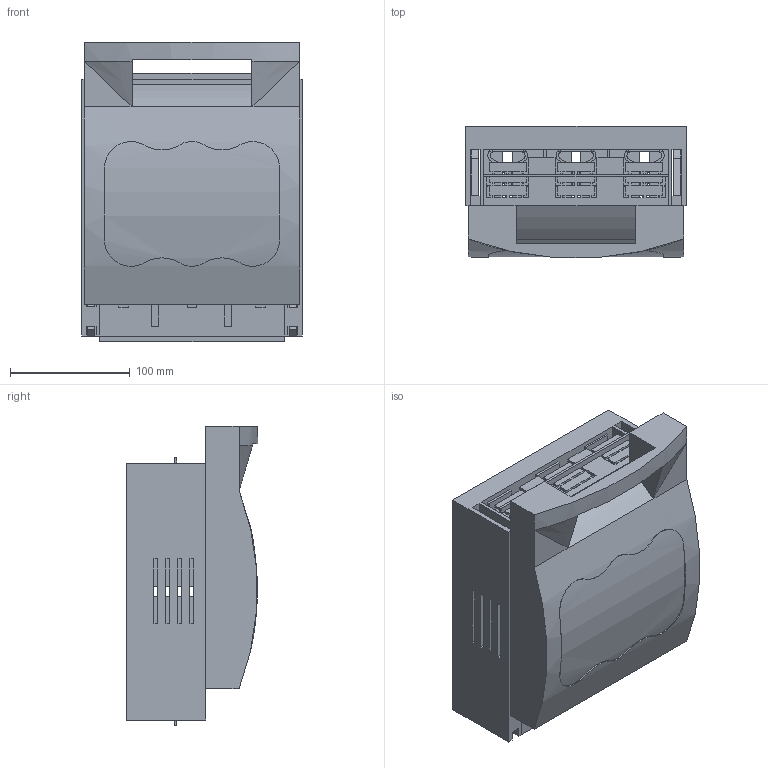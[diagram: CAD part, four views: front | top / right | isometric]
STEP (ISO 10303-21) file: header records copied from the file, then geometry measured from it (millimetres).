
FILE_DESCRIPTION((''),'2;1');
FILE_NAME('33201.stp','2011-09-21T15:20:17',('rauch'),(''),'Autodesk Inventor 2012','Autodesk Inventor 2012','');
FILE_SCHEMA(('AUTOMOTIVE_DESIGN { 1 0 10303 214 1 1 1 1 }'));
Length unit declared in the file: millimetre
Products named in the file (7): 33201000; 77162000; 77163000; 30679200; 30895000; Sichtscheibe1
Assembly tree (12 placements, depth 3):
  33201000
    77162000
    77163000  x2
    30679200  x6
    30895000
      30895000
      Sichtscheibe1
Bounding box: 184 x 109.48 x 250.11 mm (x, y, z)
Volume: 1079980 mm3; surface area: 556662.2 mm2
Topology: 13 solids, 13 shells, 989 faces, 2987 edges, 1986 vertices
Faces by surface type: plane 852, cylinder 133, bspline 4
Full cylindrical faces by diameter (mm): 4 x6, 6 x12, 10.5 x12, 11 x2
Entity records: 19116 total; most frequent: CARTESIAN_POINT 4401, ORIENTED_EDGE 3142, DIRECTION 2717, EDGE_CURVE 1571, VECTOR 1379, LINE 1379, VERTEX_POINT 1058, AXIS2_PLACEMENT_3D 669
